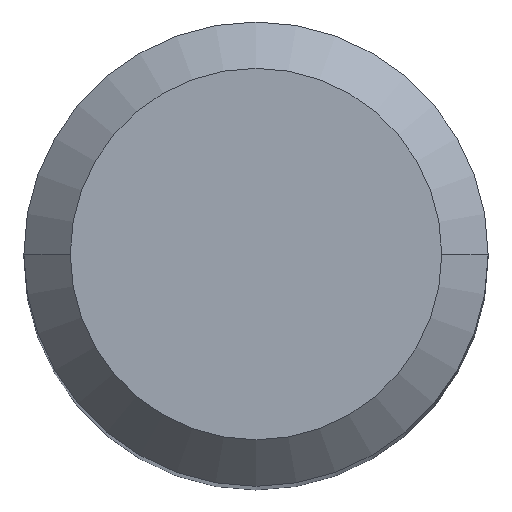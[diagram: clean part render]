
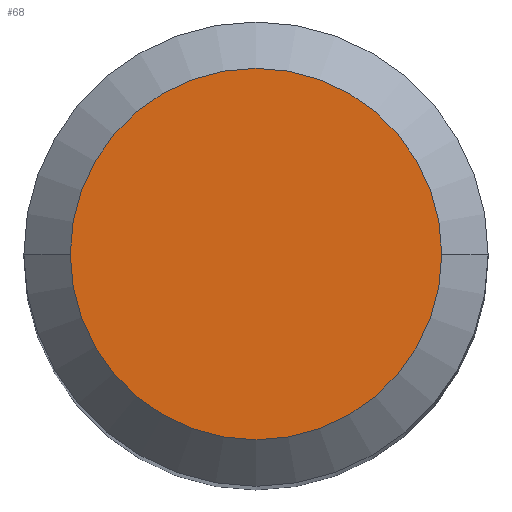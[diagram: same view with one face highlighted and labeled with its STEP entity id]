
A CAD part, top view. The second image highlights one B-rep face of the part: STEP entity #68.
In plain terms, the highlighted planar face has unit normal (0, 0, 1).
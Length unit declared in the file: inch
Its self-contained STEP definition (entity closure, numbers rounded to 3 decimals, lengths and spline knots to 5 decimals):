
#11 = AXIS2_PLACEMENT_3D ( 'NONE', #163, #77, #398 ) ;
#25 = EDGE_LOOP ( 'NONE', ( #229, #140 ) ) ;
#62 = DIRECTION ( 'NONE',  ( 0., 0., 1. ) ) ;
#68 = ADVANCED_FACE ( 'NONE', ( #95 ), #442, .F. ) ;
#77 = DIRECTION ( 'NONE',  ( 0., 0., 1. ) ) ;
#95 = FACE_OUTER_BOUND ( 'NONE', #25, .T. ) ;
#140 = ORIENTED_EDGE ( 'NONE', *, *, #240, .T. ) ;
#163 = CARTESIAN_POINT ( 'NONE',  ( 0., 0., 0. ) ) ;
#197 = CIRCLE ( 'NONE', #11, 0.18896 ) ;
#223 = CIRCLE ( 'NONE', #242, 0.18896 ) ;
#229 = ORIENTED_EDGE ( 'NONE', *, *, #454, .T. ) ;
#240 = EDGE_CURVE ( 'NONE', #407, #355, #223, .T. ) ;
#242 = AXIS2_PLACEMENT_3D ( 'NONE', #418, #62, #348 ) ;
#278 = DIRECTION ( 'NONE',  ( -1., 0., 0. ) ) ;
#281 = CARTESIAN_POINT ( 'NONE',  ( 0., 0., 0. ) ) ;
#284 = AXIS2_PLACEMENT_3D ( 'NONE', #281, #364, #278 ) ;
#286 = CARTESIAN_POINT ( 'NONE',  ( 0.18896, 0., 0. ) ) ;
#348 = DIRECTION ( 'NONE',  ( 1., 0., 0. ) ) ;
#355 = VERTEX_POINT ( 'NONE', #484 ) ;
#364 = DIRECTION ( 'NONE',  ( 0., 0., -1. ) ) ;
#398 = DIRECTION ( 'NONE',  ( 1., 0., 0. ) ) ;
#407 = VERTEX_POINT ( 'NONE', #286 ) ;
#418 = CARTESIAN_POINT ( 'NONE',  ( 0., 0., 0. ) ) ;
#442 = PLANE ( 'NONE',  #284 ) ;
#454 = EDGE_CURVE ( 'NONE', #355, #407, #197, .T. ) ;
#484 = CARTESIAN_POINT ( 'NONE',  ( -0.18896, 0., 0. ) ) ;
